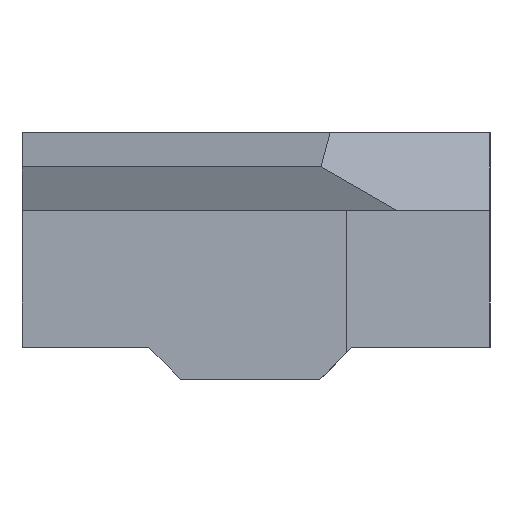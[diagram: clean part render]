
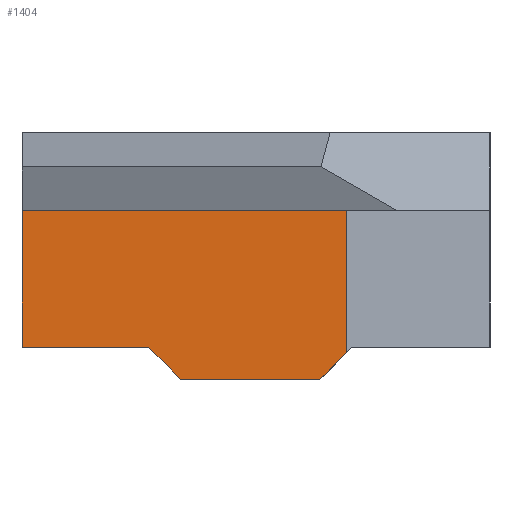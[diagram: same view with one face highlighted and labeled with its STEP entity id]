
A CAD part, left-side view. The second image highlights one B-rep face of the part: STEP entity #1404.
In plain terms, the highlighted planar face has unit normal (-1, 0, 0).
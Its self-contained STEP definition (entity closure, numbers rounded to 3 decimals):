
#161=FACE_OUTER_BOUND('',#238,.T.);
#238=EDGE_LOOP('',(#1136,#1137,#1138,#1139,#1140,#1141,#1142));
#333=LINE('',#2413,#476);
#355=LINE('',#2460,#498);
#358=LINE('',#2465,#501);
#359=LINE('',#2466,#502);
#360=LINE('',#2468,#503);
#361=LINE('',#2470,#504);
#362=LINE('',#2471,#505);
#476=VECTOR('',#1596,10.);
#498=VECTOR('',#1632,10.);
#501=VECTOR('',#1637,10.);
#502=VECTOR('',#1638,10.);
#503=VECTOR('',#1639,10.);
#504=VECTOR('',#1640,10.);
#505=VECTOR('',#1641,10.);
#634=VERTEX_POINT('',#2410);
#635=VERTEX_POINT('',#2412);
#652=VERTEX_POINT('',#2457);
#653=VERTEX_POINT('',#2459);
#654=VERTEX_POINT('',#2464);
#655=VERTEX_POINT('',#2467);
#656=VERTEX_POINT('',#2469);
#805=EDGE_CURVE('',#635,#634,#333,.T.);
#828=EDGE_CURVE('',#652,#653,#355,.T.);
#831=EDGE_CURVE('',#654,#652,#358,.T.);
#832=EDGE_CURVE('',#635,#654,#359,.T.);
#833=EDGE_CURVE('',#655,#634,#360,.T.);
#834=EDGE_CURVE('',#656,#655,#361,.T.);
#835=EDGE_CURVE('',#653,#656,#362,.T.);
#1136=ORIENTED_EDGE('',*,*,#828,.F.);
#1137=ORIENTED_EDGE('',*,*,#831,.F.);
#1138=ORIENTED_EDGE('',*,*,#832,.F.);
#1139=ORIENTED_EDGE('',*,*,#805,.T.);
#1140=ORIENTED_EDGE('',*,*,#833,.F.);
#1141=ORIENTED_EDGE('',*,*,#834,.F.);
#1142=ORIENTED_EDGE('',*,*,#835,.F.);
#1338=PLANE('',#1468);
#1404=ADVANCED_FACE('',(#161),#1338,.T.);
#1468=AXIS2_PLACEMENT_3D('',#2463,#1635,#1636);
#1596=DIRECTION('',(0.,-1.,0.));
#1632=DIRECTION('',(0.,0.,-1.));
#1635=DIRECTION('center_axis',(-1.,0.,0.));
#1636=DIRECTION('ref_axis',(0.,-1.,0.));
#1637=DIRECTION('',(0.,-1.,0.));
#1638=DIRECTION('',(0.,0.,1.));
#1639=DIRECTION('',(0.,0.707,0.707));
#1640=DIRECTION('',(0.,1.,0.));
#1641=DIRECTION('',(0.,0.707,-0.707));
#2410=CARTESIAN_POINT('',(-24.,14.95,0.));
#2412=CARTESIAN_POINT('',(-24.,20.5,0.));
#2413=CARTESIAN_POINT('',(-24.,20.5,0.));
#2457=CARTESIAN_POINT('',(-24.,6.29,6.));
#2459=CARTESIAN_POINT('',(-24.,6.29,-0.24));
#2460=CARTESIAN_POINT('',(-24.,6.29,0.));
#2463=CARTESIAN_POINT('Origin',(-24.,20.5,0.));
#2464=CARTESIAN_POINT('',(-24.,20.5,6.));
#2465=CARTESIAN_POINT('',(-24.,20.5,6.));
#2466=CARTESIAN_POINT('',(-24.,20.5,0.));
#2467=CARTESIAN_POINT('',(-24.,13.55,-1.4));
#2468=CARTESIAN_POINT('',(-24.,13.663,-1.287));
#2469=CARTESIAN_POINT('',(-24.,7.45,-1.4));
#2470=CARTESIAN_POINT('',(-24.,12.025,-1.4));
#2471=CARTESIAN_POINT('',(-24.,8.037,-1.988));
